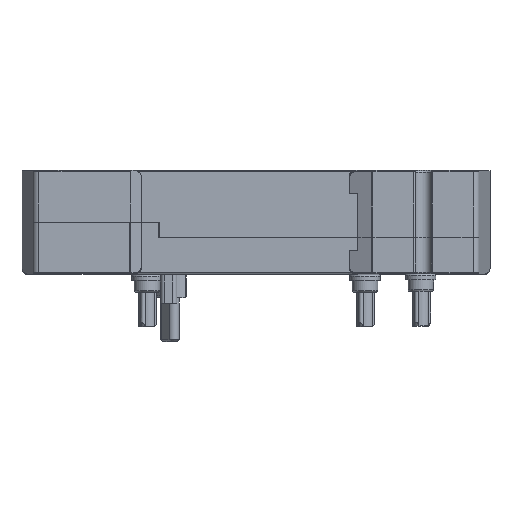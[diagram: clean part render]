
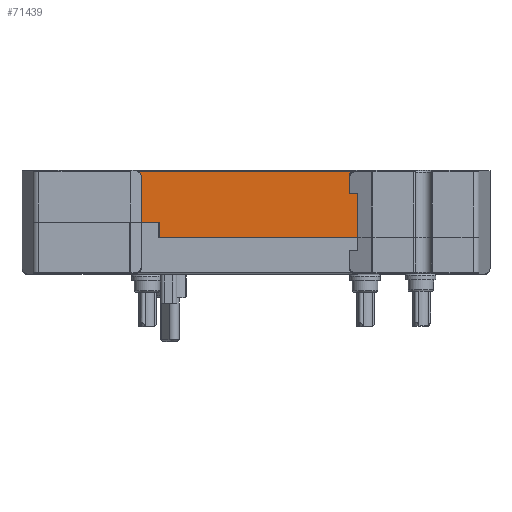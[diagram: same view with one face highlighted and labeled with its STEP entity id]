
A CAD part, top view. The second image highlights one B-rep face of the part: STEP entity #71439.
In plain terms, the highlighted planar face has unit normal (0, 0, 1).
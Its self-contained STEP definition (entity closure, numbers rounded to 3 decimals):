
#54511=DIRECTION('',(-1.,0.,0.));
#54512=VECTOR('',#54511,3.1);
#54513=CARTESIAN_POINT('',(24.4,8.9,-5.5));
#54514=LINE('',#54513,#54512);
#57934=DIRECTION('',(1.,0.,0.));
#57935=VECTOR('',#57934,34.1);
#57936=CARTESIAN_POINT('',(24.4,6.3,-5.5));
#57937=LINE('',#57936,#57935);
#58802=DIRECTION('',(0.,1.,0.));
#58803=VECTOR('',#58802,11.3);
#58804=CARTESIAN_POINT('',(58.5,6.3,-5.5));
#58805=LINE('',#58804,#58803);
#58810=DIRECTION('',(0.,1.,0.));
#58811=VECTOR('',#58810,7.7);
#58812=CARTESIAN_POINT('',(21.3,8.9,-5.5));
#58813=LINE('',#58812,#58811);
#58814=DIRECTION('',(-1.,0.,0.));
#58815=VECTOR('',#58814,37.737);
#58816=CARTESIAN_POINT('',(58.5,17.6,-5.5));
#58817=LINE('',#58816,#58815);
#58822=DIRECTION('',(0.,-1.,0.));
#58823=VECTOR('',#58822,2.6);
#58824=CARTESIAN_POINT('',(24.4,8.9,-5.5));
#58825=LINE('',#58824,#58823);
#58842=CARTESIAN_POINT('',(20.1,16.6,-5.5));
#58843=DIRECTION('',(0.,0.,-1.));
#58844=DIRECTION('',(0.553,0.833,0.));
#58845=AXIS2_PLACEMENT_3D('',#58842,#58843,#58844);
#61218=CARTESIAN_POINT('',(24.4,6.3,-5.5));
#61220=VERTEX_POINT('',#61218);
#61243=CARTESIAN_POINT('',(21.3,8.9,-5.5));
#61245=VERTEX_POINT('',#61243);
#61250=CARTESIAN_POINT('',(24.4,8.9,-5.5));
#61252=VERTEX_POINT('',#61250);
#61906=CARTESIAN_POINT('',(21.3,16.6,-5.5));
#61908=VERTEX_POINT('',#61906);
#61934=CARTESIAN_POINT('',(58.5,17.6,-5.5));
#61935=CARTESIAN_POINT('',(20.763,17.6,
-5.5));
#61936=VERTEX_POINT('',#61934);
#61937=VERTEX_POINT('',#61935);
#62343=CARTESIAN_POINT('',(58.5,6.3,-5.5));
#62344=VERTEX_POINT('',#62343);
#71421=CARTESIAN_POINT('',(21.5,15.8,-5.5));
#71422=DIRECTION('',(0.,0.,1.));
#71423=DIRECTION('',(1.,0.,0.));
#71424=AXIS2_PLACEMENT_3D('',#71421,#71422,#71423);
#71425=PLANE('',#71424);
#71426=ORIENTED_EDGE('',*,*,#71402,.F.);
#71427=ORIENTED_EDGE('',*,*,#69422,.F.);
#71429=ORIENTED_EDGE('',*,*,#71428,.F.);
#71430=ORIENTED_EDGE('',*,*,#63120,.T.);
#71432=ORIENTED_EDGE('',*,*,#71431,.T.);
#71434=ORIENTED_EDGE('',*,*,#71433,.F.);
#71436=ORIENTED_EDGE('',*,*,#71435,.F.);
#71437=EDGE_LOOP('',(#71426,#71427,#71429,#71430,#71432,#71434,#71436));
#71438=FACE_OUTER_BOUND('',#71437,.F.);
#71439=ADVANCED_FACE('',(#71438),#71425,.T.);
#58846=CIRCLE('',#58845,1.2);
#63120=EDGE_CURVE('',#61252,#61245,#54514,.T.);
#69422=EDGE_CURVE('',#61220,#62344,#57937,.T.);
#71402=EDGE_CURVE('',#62344,#61936,#58805,.T.);
#71428=EDGE_CURVE('',#61252,#61220,#58825,.T.);
#71431=EDGE_CURVE('',#61245,#61908,#58813,.T.);
#71433=EDGE_CURVE('',#61937,#61908,#58846,.T.);
#71435=EDGE_CURVE('',#61936,#61937,#58817,.T.);
